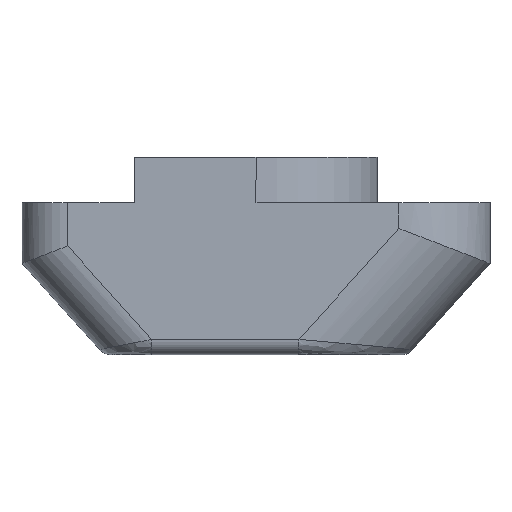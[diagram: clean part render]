
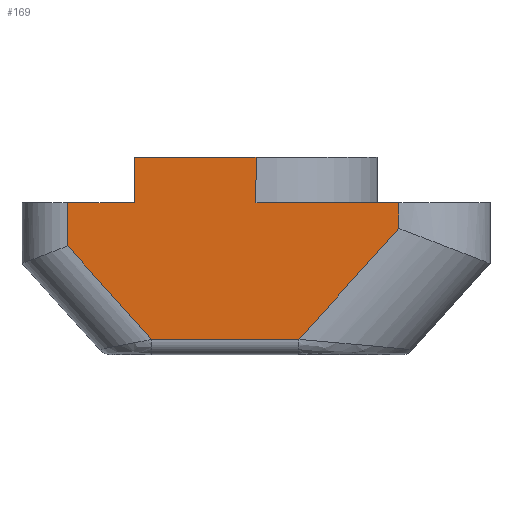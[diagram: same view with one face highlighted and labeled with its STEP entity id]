
A CAD part, top view. The second image highlights one B-rep face of the part: STEP entity #169.
In plain terms, the highlighted planar face has unit normal (0, 0, 1).
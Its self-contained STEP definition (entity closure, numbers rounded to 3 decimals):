
#11 = EDGE_CURVE ( 'NONE', #72, #753, #945, .T. ) ;
#33 = FACE_OUTER_BOUND ( 'NONE', #603, .T. ) ;
#36 = CARTESIAN_POINT ( 'NONE',  ( -6.2, 0., 4. ) ) ;
#56 = VERTEX_POINT ( 'NONE', #760 ) ;
#69 = EDGE_CURVE ( 'NONE', #1117, #1059, #589, .T. ) ;
#72 = VERTEX_POINT ( 'NONE', #658 ) ;
#87 = VERTEX_POINT ( 'NONE', #1048 ) ;
#102 = ORIENTED_EDGE ( 'NONE', *, *, #1172, .T. ) ;
#124 = CARTESIAN_POINT ( 'NONE',  ( 0., 0., 4. ) ) ;
#134 = CARTESIAN_POINT ( 'NONE',  ( -6.2, -1.424, 4. ) ) ;
#149 = DIRECTION ( 'NONE',  ( -1., 0., 0. ) ) ;
#158 = EDGE_CURVE ( 'NONE', #87, #1239, #1185, .T. ) ;
#169 = ADVANCED_FACE ( 'NONE', ( #33 ), #597, .F. ) ;
#184 = DIRECTION ( 'NONE',  ( 1., 0., 0. ) ) ;
#192 = CARTESIAN_POINT ( 'NONE',  ( -4., 1.5, 4. ) ) ;
#214 = CARTESIAN_POINT ( 'NONE',  ( 1.414, -4.5, 4. ) ) ;
#218 = DIRECTION ( 'NONE',  ( 0.669, -0.743, 0. ) ) ;
#239 = ORIENTED_EDGE ( 'NONE', *, *, #1215, .T. ) ;
#293 = LINE ( 'NONE', #374, #690 ) ;
#296 = VECTOR ( 'NONE', #1012, 1000. ) ;
#298 = VECTOR ( 'NONE', #329, 1000. ) ;
#312 = EDGE_CURVE ( 'NONE', #1239, #716, #706, .T. ) ;
#313 = CARTESIAN_POINT ( 'NONE',  ( -4.134, -3.72, 4. ) ) ;
#317 = CARTESIAN_POINT ( 'NONE',  ( 0., 0., 4. ) ) ;
#329 = DIRECTION ( 'NONE',  ( 1., 0., 0. ) ) ;
#369 = ORIENTED_EDGE ( 'NONE', *, *, #1245, .T. ) ;
#374 = CARTESIAN_POINT ( 'NONE',  ( -7.7, 0., 4. ) ) ;
#410 = EDGE_CURVE ( 'NONE', #920, #930, #765, .T. ) ;
#412 = LINE ( 'NONE', #313, #591 ) ;
#436 = DIRECTION ( 'NONE',  ( 0., -1., 0. ) ) ;
#455 = LINE ( 'NONE', #1005, #298 ) ;
#472 = DIRECTION ( 'NONE',  ( 0., -1., 0. ) ) ;
#524 = VECTOR ( 'NONE', #758, 1000. ) ;
#556 = VECTOR ( 'NONE', #472, 1000. ) ;
#580 = CARTESIAN_POINT ( 'NONE',  ( 4.7, -0.849, 4. ) ) ;
#589 = LINE ( 'NONE', #1236, #1004 ) ;
#591 = VECTOR ( 'NONE', #218, 1000. ) ;
#597 = PLANE ( 'NONE',  #915 ) ;
#603 = EDGE_LOOP ( 'NONE', ( #862, #834, #102, #649, #239, #1027, #1214, #369, #1231, #800 ) ) ;
#612 = EDGE_CURVE ( 'NONE', #56, #1117, #455, .T. ) ;
#616 = CARTESIAN_POINT ( 'NONE',  ( 3.019, -2.717, 4. ) ) ;
#649 = ORIENTED_EDGE ( 'NONE', *, *, #410, .T. ) ;
#658 = CARTESIAN_POINT ( 'NONE',  ( -3.432, -4.5, 4. ) ) ;
#666 = DIRECTION ( 'NONE',  ( -1., 0., 0. ) ) ;
#690 = VECTOR ( 'NONE', #666, 1000. ) ;
#706 = LINE ( 'NONE', #36, #1042 ) ;
#716 = VERTEX_POINT ( 'NONE', #134 ) ;
#751 = CARTESIAN_POINT ( 'NONE',  ( 4.7, 0., 4. ) ) ;
#753 = VERTEX_POINT ( 'NONE', #214 ) ;
#758 = DIRECTION ( 'NONE',  ( 0., 1., 0. ) ) ;
#760 = CARTESIAN_POINT ( 'NONE',  ( -4., 1.5, 4. ) ) ;
#765 = LINE ( 'NONE', #751, #524 ) ;
#780 = EDGE_CURVE ( 'NONE', #716, #72, #412, .T. ) ;
#785 = CARTESIAN_POINT ( 'NONE',  ( 0., 1.5, 4. ) ) ;
#789 = DIRECTION ( 'NONE',  ( -1., 0., 0. ) ) ;
#800 = ORIENTED_EDGE ( 'NONE', *, *, #312, .T. ) ;
#823 = LINE ( 'NONE', #616, #296 ) ;
#834 = ORIENTED_EDGE ( 'NONE', *, *, #11, .T. ) ;
#862 = ORIENTED_EDGE ( 'NONE', *, *, #780, .T. ) ;
#882 = DIRECTION ( 'NONE',  ( 0., 0., -1. ) ) ;
#900 = CARTESIAN_POINT ( 'NONE',  ( 4.7, 0., 4. ) ) ;
#915 = AXIS2_PLACEMENT_3D ( 'NONE', #124, #882, #789 ) ;
#920 = VERTEX_POINT ( 'NONE', #580 ) ;
#930 = VERTEX_POINT ( 'NONE', #900 ) ;
#933 = VECTOR ( 'NONE', #184, 1000. ) ;
#945 = LINE ( 'NONE', #1041, #933 ) ;
#1004 = VECTOR ( 'NONE', #1142, 1000. ) ;
#1005 = CARTESIAN_POINT ( 'NONE',  ( 0., 1.5, 4. ) ) ;
#1012 = DIRECTION ( 'NONE',  ( 0.669, 0.743, 0. ) ) ;
#1027 = ORIENTED_EDGE ( 'NONE', *, *, #69, .F. ) ;
#1041 = CARTESIAN_POINT ( 'NONE',  ( 0., -4.5, 4. ) ) ;
#1042 = VECTOR ( 'NONE', #436, 1000. ) ;
#1048 = CARTESIAN_POINT ( 'NONE',  ( -4., 0., 4. ) ) ;
#1056 = CARTESIAN_POINT ( 'NONE',  ( -6.2, 0., 4. ) ) ;
#1059 = VERTEX_POINT ( 'NONE', #317 ) ;
#1117 = VERTEX_POINT ( 'NONE', #785 ) ;
#1137 = LINE ( 'NONE', #192, #556 ) ;
#1142 = DIRECTION ( 'NONE',  ( 0., -1., 0. ) ) ;
#1172 = EDGE_CURVE ( 'NONE', #753, #920, #823, .T. ) ;
#1185 = LINE ( 'NONE', #1191, #1234 ) ;
#1191 = CARTESIAN_POINT ( 'NONE',  ( -7.7, 0., 4. ) ) ;
#1214 = ORIENTED_EDGE ( 'NONE', *, *, #612, .F. ) ;
#1215 = EDGE_CURVE ( 'NONE', #930, #1059, #293, .T. ) ;
#1231 = ORIENTED_EDGE ( 'NONE', *, *, #158, .T. ) ;
#1234 = VECTOR ( 'NONE', #149, 1000. ) ;
#1236 = CARTESIAN_POINT ( 'NONE',  ( 0., 1.5, 4. ) ) ;
#1239 = VERTEX_POINT ( 'NONE', #1056 ) ;
#1245 = EDGE_CURVE ( 'NONE', #56, #87, #1137, .T. ) ;
